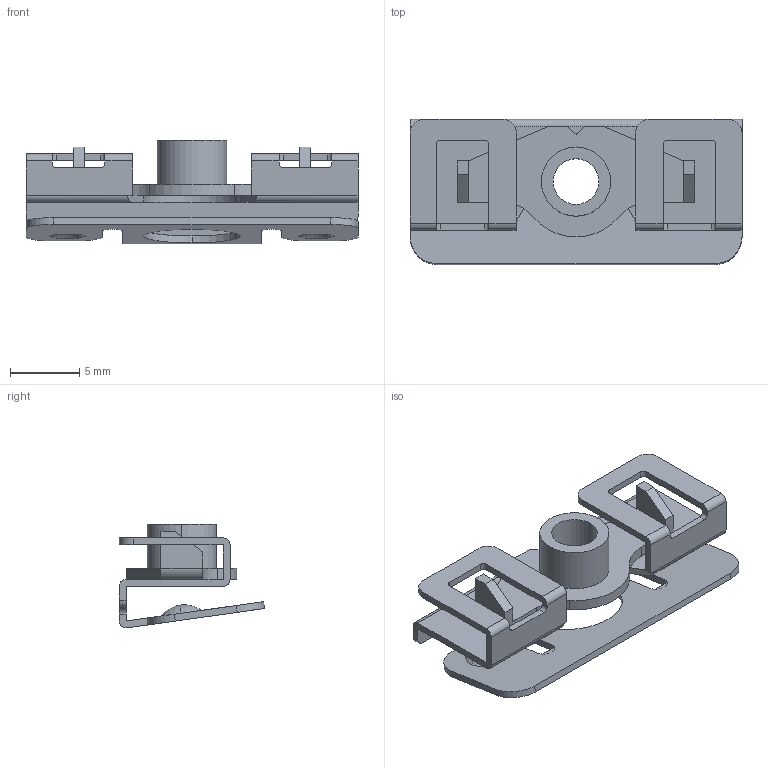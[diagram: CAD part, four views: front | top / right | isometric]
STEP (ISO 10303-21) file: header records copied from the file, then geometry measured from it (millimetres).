
FILE_DESCRIPTION (( 'STEP AP203' ), '1' );
FILE_NAME ('C-1176-C-M4.STEP', '2020-06-04T04:28:45', ( '' ), ( '' ), 'SwSTEP 2.0', 'SolidWorks 2018', '' );
FILE_SCHEMA (( 'CONFIG_CONTROL_DESIGN' ));
Length unit declared in the file: millimetre
Products named in the file (3): C-1176-C-M4_本体_; C-1176-C-M4_ナット_; C-1176-C-M4
Assembly tree (2 placements, depth 2):
  C-1176-C-M4
    C-1176-C-M4_本体_
    C-1176-C-M4_ナット_
Bounding box: 24 x 10.5 x 7.5 mm (x, y, z)
Volume: 340.2 mm3; surface area: 1364.5 mm2
Topology: 2 solids, 2 shells, 120 faces, 341 edges, 226 vertices
Faces by surface type: plane 68, cylinder 44, sphere 8
Entity records: 4238 total; most frequent: CARTESIAN_POINT 704, DIRECTION 691, ORIENTED_EDGE 682, EDGE_CURVE 341, LINE 233, VECTOR 233, AXIS2_PLACEMENT_3D 229, VERTEX_POINT 226
